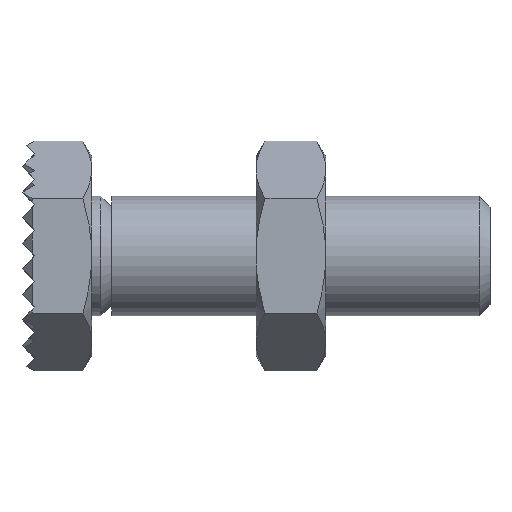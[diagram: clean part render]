
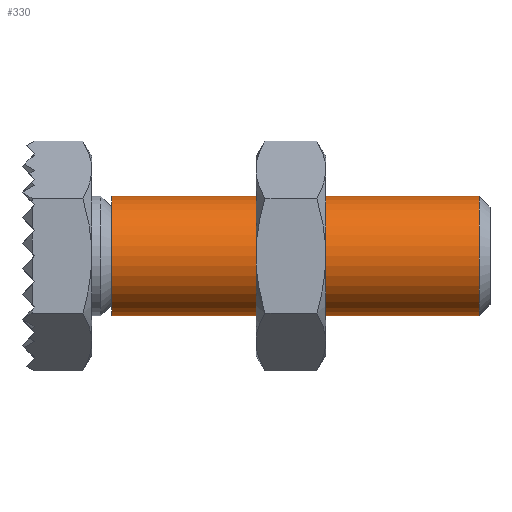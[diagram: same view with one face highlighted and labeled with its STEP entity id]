
A CAD part, top view. The second image highlights one B-rep face of the part: STEP entity #330.
In plain terms, the highlighted cylindrical face has radius 3 mm (diameter 6 mm), a partial arc.
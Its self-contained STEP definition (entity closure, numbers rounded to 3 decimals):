
#330=ADVANCED_FACE('',(#936),#937,.T.);
#936=FACE_OUTER_BOUND('',#1826,.T.);
#937=CYLINDRICAL_SURFACE('',#1827,3.0);
#1826=EDGE_LOOP('',(#2717,#2718,#2719,#2720));
#1827=AXIS2_PLACEMENT_3D('',#2721,#2722,#2723);
#2717=ORIENTED_EDGE('',*,*,#4940,.F.);
#2718=ORIENTED_EDGE('',*,*,#4941,.T.);
#2719=ORIENTED_EDGE('',*,*,#4942,.F.);
#2720=ORIENTED_EDGE('',*,*,#4936,.F.);
#2721=CARTESIAN_POINT('',(10.229,0.0,0.0));
#2722=DIRECTION('',(1.0,0.0,0.0));
#2723=DIRECTION('',(0.0,1.0,0.0));
#4936=EDGE_CURVE('',#5766,#5769,#5770,.T.);
#4940=EDGE_CURVE('',#5775,#5766,#5776,.T.);
#4941=EDGE_CURVE('',#5775,#5777,#5778,.T.);
#4942=EDGE_CURVE('',#5769,#5777,#5779,.T.);
#5766=VERTEX_POINT('',#6864);
#5769=VERTEX_POINT('',#6868);
#5770=CIRCLE('',#6869,3.0);
#5775=VERTEX_POINT('',#6875);
#5776=LINE('',#6876,#6877);
#5777=VERTEX_POINT('',#6878);
#5778=CIRCLE('',#6879,3.0);
#5779=LINE('',#6880,#6881);
#6864=CARTESIAN_POINT('',(19.459,3.0,0.0));
#6868=CARTESIAN_POINT('',(19.459,-3.0,0.));
#6869=AXIS2_PLACEMENT_3D('',#8758,#8759,#8760);
#6875=CARTESIAN_POINT('',(1.0,3.0,0.0));
#6876=CARTESIAN_POINT('',(10.229,3.0,0.));
#6877=VECTOR('',#8765,1.0);
#6878=CARTESIAN_POINT('',(1.0,-3.0,0.));
#6879=AXIS2_PLACEMENT_3D('',#8766,#8767,#8768);
#6880=CARTESIAN_POINT('',(10.229,-3.0,0.));
#6881=VECTOR('',#8769,1.0);
#8758=CARTESIAN_POINT('',(19.459,0.0,0.0));
#8759=DIRECTION('',(1.0,0.0,0.0));
#8760=DIRECTION('',(0.0,1.0,0.0));
#8765=DIRECTION('',(1.0,0.0,0.0));
#8766=CARTESIAN_POINT('',(1.0,0.0,0.0));
#8767=DIRECTION('',(1.0,0.0,0.0));
#8768=DIRECTION('',(0.0,1.0,0.0));
#8769=DIRECTION('',(-1.0,-0.0,-0.0));
